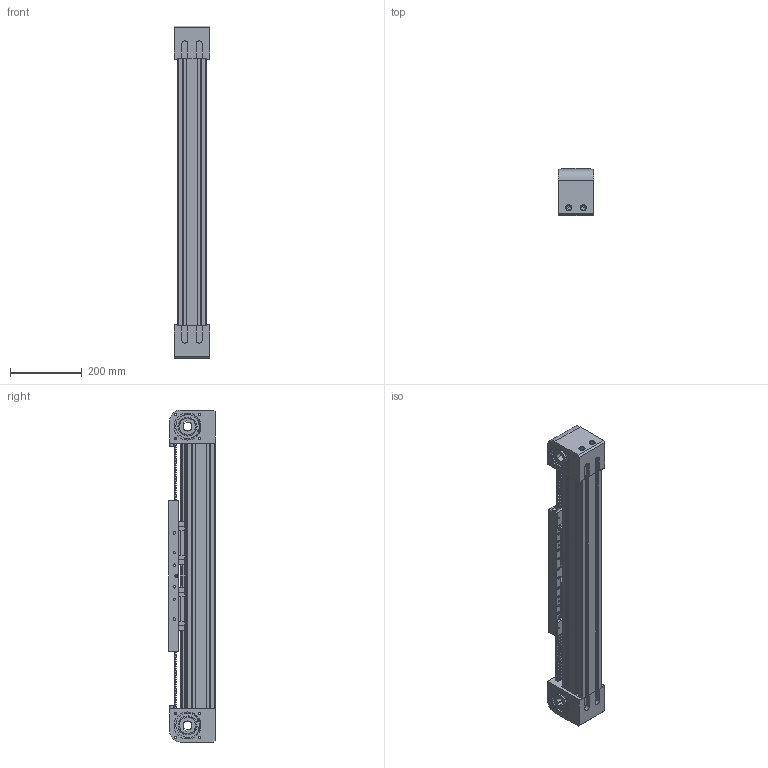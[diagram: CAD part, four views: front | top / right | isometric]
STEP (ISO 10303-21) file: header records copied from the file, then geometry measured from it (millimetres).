
FILE_DESCRIPTION (( 'STEP AP214' ), '1' );
FILE_NAME ('BLM80-300.STEP', '2023-03-13T14:36:11', ( '' ), ( '' ), 'SwSTEP 2.0', 'SolidWorks 2023', '' );
FILE_SCHEMA (( 'AUTOMOTIVE_DESIGN' ));
Length unit declared in the file: millimetre
Products named in the file (1): BLM80-300
Bounding box: 100 x 130 x 924 mm (x, y, z)
Volume: 7069317.6 mm3; surface area: 1200647.9 mm2
Topology: 49 solids, 57 shells, 3115 faces, 8457 edges, 5493 vertices
Faces by surface type: plane 1563, cylinder 1224, torus 152, sphere 100, cone 52, bspline 24
Entity records: 137586 total; most frequent: CARTESIAN_POINT 23422, DIRECTION 17114, ORIENTED_EDGE 16306, EDGE_CURVE 8153, AXIS2_PLACEMENT_3D 6155, VERTEX_POINT 5301, LINE 4804, VECTOR 4804
